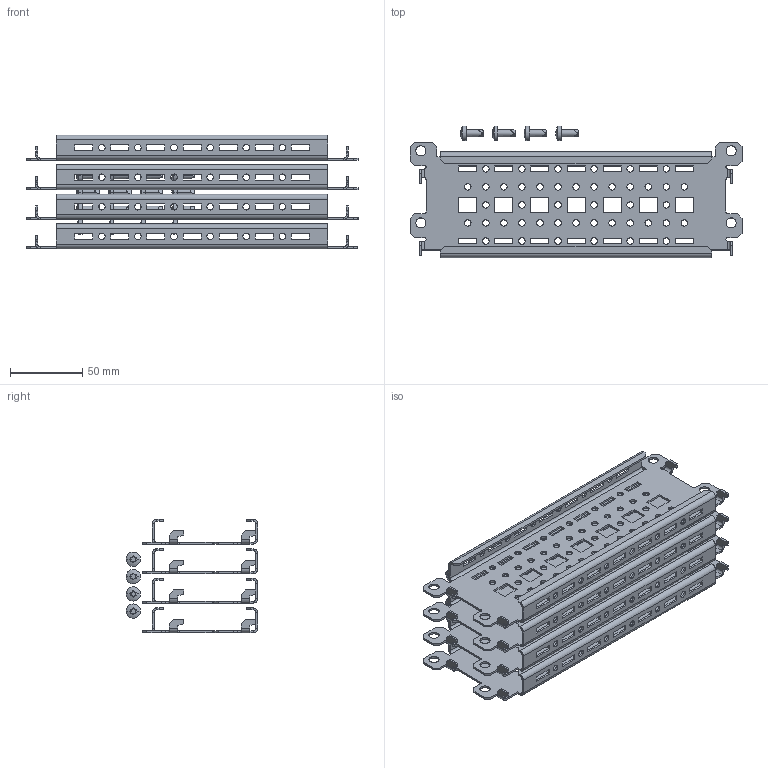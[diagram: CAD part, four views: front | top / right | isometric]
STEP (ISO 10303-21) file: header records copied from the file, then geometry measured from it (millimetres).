
FILE_DESCRIPTION (( 'STEP AP203' ), '1' );
FILE_NAME ('U0253300702 Êîìïëåêò ñòîåê äëÿ âíóòðåííåãî ìîíòàæà UC2_UC2M 00.30 (4øò) (000.801.047-01).STEP', '2022-04-29T05:48:58', ( '' ), ( '' ), 'SwSTEP 2.0', 'SolidWorks 2017', '' );
FILE_SCHEMA (( 'CONFIG_CONTROL_DESIGN' ));
Length unit declared in the file: millimetre
Products named in the file (3): U0253300702 Êîìïëåêò ñòîåê äëÿ âíóòðåííåãî ìîíòàæà UC2_UC2M 00.30 (4øò) (000.801.047-01); 025-155 砑鳧罻_01; Âèíò DIN 7500 C TORX_Œ5å12
Assembly tree (20 placements, depth 2):
  U0253300702 Êîìïëåêò ñòîåê äëÿ âíóòðåííåãî ìîíòàæà UC2_UC2M 00.30 (4øò) (000.801.047-01)
    025-155 砑鳧罻_01  x4
    Âèíò DIN 7500 C TORX_Œ5å12  x16
Bounding box: 230 x 91.3 x 78.78 mm (x, y, z)
Volume: 121177.3 mm3; surface area: 187113.7 mm2
Topology: 20 solids, 20 shells, 2216 faces, 6192 edges, 4032 vertices
Faces by surface type: plane 1264, cylinder 856, cone 64, sphere 32
Entity records: 15177 total; most frequent: CARTESIAN_POINT 2574, DIRECTION 2425, ORIENTED_EDGE 2424, EDGE_CURVE 1212, VECTOR 859, LINE 859, VERTEX_POINT 786, AXIS2_PLACEMENT_3D 783
